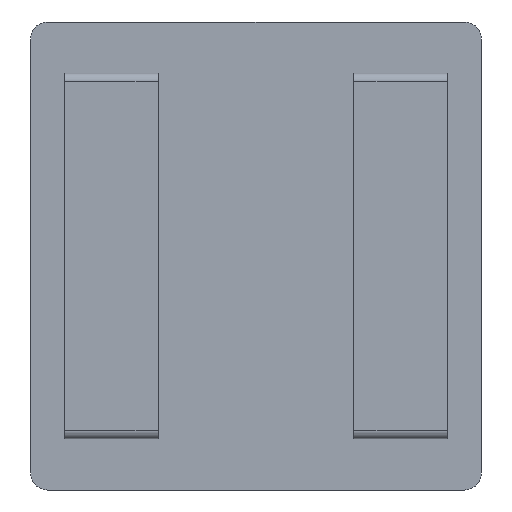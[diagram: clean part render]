
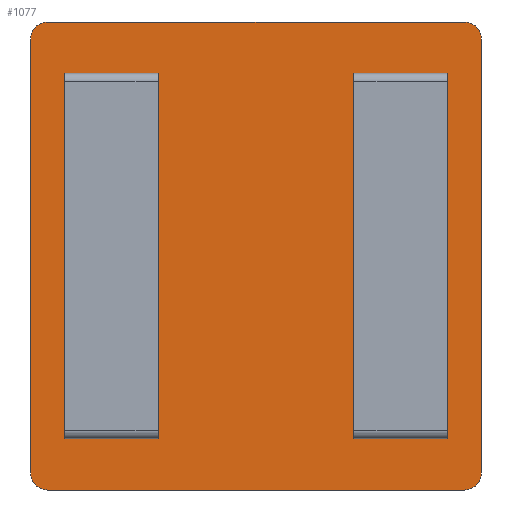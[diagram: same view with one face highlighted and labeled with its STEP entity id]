
A CAD part, front view. The second image highlights one B-rep face of the part: STEP entity #1077.
In plain terms, the highlighted planar face has unit normal (0, -1, 0).
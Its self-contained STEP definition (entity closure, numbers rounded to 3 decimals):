
#22 = VERTEX_POINT ( 'NONE', #2124 ) ;
#79 = CARTESIAN_POINT ( 'NONE',  ( 2.25, 0., -2.15 ) ) ;
#88 = VECTOR ( 'NONE', #1311, 1000. ) ;
#134 = EDGE_LOOP ( 'NONE', ( #2662, #3673, #521, #4199 ) ) ;
#190 = DIRECTION ( 'NONE',  ( 0., 0., -1. ) ) ;
#252 = VERTEX_POINT ( 'NONE', #1544 ) ;
#282 = EDGE_CURVE ( 'NONE', #22, #780, #337, .T. ) ;
#294 = CIRCLE ( 'NONE', #1777, 0.2 ) ;
#302 = EDGE_CURVE ( 'NONE', #3990, #1954, #2931, .T. ) ;
#337 = LINE ( 'NONE', #836, #1296 ) ;
#353 = VERTEX_POINT ( 'NONE', #1143 ) ;
#361 = DIRECTION ( 'NONE',  ( 0., -1., 0. ) ) ;
#370 = VECTOR ( 'NONE', #697, 1000. ) ;
#373 = FACE_BOUND ( 'NONE', #134, .T. ) ;
#387 = LINE ( 'NONE', #1982, #3112 ) ;
#392 = EDGE_CURVE ( 'NONE', #2128, #3055, #3548, .T. ) ;
#412 = DIRECTION ( 'NONE',  ( 0., 0., -1. ) ) ;
#434 = CIRCLE ( 'NONE', #678, 0.2 ) ;
#474 = CARTESIAN_POINT ( 'NONE',  ( 0., 0., 0. ) ) ;
#521 = ORIENTED_EDGE ( 'NONE', *, *, #302, .F. ) ;
#522 = CARTESIAN_POINT ( 'NONE',  ( 2.25, 0., -2.15 ) ) ;
#535 = VERTEX_POINT ( 'NONE', #1957 ) ;
#537 = CARTESIAN_POINT ( 'NONE',  ( -2.65, 0., 2.75 ) ) ;
#546 = CARTESIAN_POINT ( 'NONE',  ( -2.25, 0., 2.15 ) ) ;
#556 = DIRECTION ( 'NONE',  ( 0., 0., -1. ) ) ;
#559 = DIRECTION ( 'NONE',  ( 1., 0., 0. ) ) ;
#586 = ORIENTED_EDGE ( 'NONE', *, *, #2597, .T. ) ;
#624 = VECTOR ( 'NONE', #3778, 1000. ) ;
#678 = AXIS2_PLACEMENT_3D ( 'NONE', #1623, #918, #556 ) ;
#696 = CIRCLE ( 'NONE', #935, 0.2 ) ;
#697 = DIRECTION ( 'NONE',  ( -1., 0., 0. ) ) ;
#780 = VERTEX_POINT ( 'NONE', #4324 ) ;
#836 = CARTESIAN_POINT ( 'NONE',  ( -2.65, 0., -2.75 ) ) ;
#867 = EDGE_CURVE ( 'NONE', #4566, #2128, #3791, .T. ) ;
#869 = PLANE ( 'NONE',  #3591 ) ;
#888 = DIRECTION ( 'NONE',  ( 0., 0., 1. ) ) ;
#918 = DIRECTION ( 'NONE',  ( 0., -1., 0. ) ) ;
#934 = DIRECTION ( 'NONE',  ( 0., 0., -1. ) ) ;
#935 = AXIS2_PLACEMENT_3D ( 'NONE', #2958, #2928, #2630 ) ;
#985 = ORIENTED_EDGE ( 'NONE', *, *, #3346, .F. ) ;
#1053 = AXIS2_PLACEMENT_3D ( 'NONE', #4040, #1718, #934 ) ;
#1077 = ADVANCED_FACE ( 'NONE', ( #3103, #1344, #373 ), #869, .T. ) ;
#1130 = CARTESIAN_POINT ( 'NONE',  ( -2.25, 0., -2.15 ) ) ;
#1138 = VERTEX_POINT ( 'NONE', #2827 ) ;
#1143 = CARTESIAN_POINT ( 'NONE',  ( 2.25, 0., 2.15 ) ) ;
#1165 = CARTESIAN_POINT ( 'NONE',  ( -2.25, 0., -2.15 ) ) ;
#1180 = VECTOR ( 'NONE', #1256, 1000. ) ;
#1183 = ORIENTED_EDGE ( 'NONE', *, *, #1283, .T. ) ;
#1242 = CIRCLE ( 'NONE', #1053, 0.2 ) ;
#1256 = DIRECTION ( 'NONE',  ( -1., 0., 0. ) ) ;
#1283 = EDGE_CURVE ( 'NONE', #252, #4155, #434, .T. ) ;
#1286 = CARTESIAN_POINT ( 'NONE',  ( -2.65, 0., -2.75 ) ) ;
#1296 = VECTOR ( 'NONE', #4375, 1000. ) ;
#1303 = LINE ( 'NONE', #1286, #1180 ) ;
#1311 = DIRECTION ( 'NONE',  ( 0., 0., -1. ) ) ;
#1344 = FACE_BOUND ( 'NONE', #3013, .T. ) ;
#1362 = CARTESIAN_POINT ( 'NONE',  ( 1.15, 0., -2.15 ) ) ;
#1369 = EDGE_CURVE ( 'NONE', #252, #535, #2021, .T. ) ;
#1462 = EDGE_CURVE ( 'NONE', #3055, #3759, #1553, .T. ) ;
#1468 = VERTEX_POINT ( 'NONE', #3998 ) ;
#1484 = DIRECTION ( 'NONE',  ( 1., 0., 0. ) ) ;
#1530 = DIRECTION ( 'NONE',  ( 0., 0., -1. ) ) ;
#1544 = CARTESIAN_POINT ( 'NONE',  ( 2.65, 0., 2.55 ) ) ;
#1553 = LINE ( 'NONE', #4243, #624 ) ;
#1567 = EDGE_CURVE ( 'NONE', #353, #3990, #4056, .T. ) ;
#1623 = CARTESIAN_POINT ( 'NONE',  ( 2.45, 0., 2.55 ) ) ;
#1644 = ORIENTED_EDGE ( 'NONE', *, *, #1462, .F. ) ;
#1713 = EDGE_CURVE ( 'NONE', #1468, #4155, #3453, .T. ) ;
#1718 = DIRECTION ( 'NONE',  ( 0., -1., 0. ) ) ;
#1777 = AXIS2_PLACEMENT_3D ( 'NONE', #3437, #3066, #2564 ) ;
#1837 = EDGE_CURVE ( 'NONE', #1468, #780, #1242, .T. ) ;
#1910 = EDGE_CURVE ( 'NONE', #3340, #353, #1972, .T. ) ;
#1921 = ORIENTED_EDGE ( 'NONE', *, *, #282, .F. ) ;
#1954 = VERTEX_POINT ( 'NONE', #1362 ) ;
#1957 = CARTESIAN_POINT ( 'NONE',  ( 2.65, 0., -2.55 ) ) ;
#1972 = LINE ( 'NONE', #522, #3735 ) ;
#1982 = CARTESIAN_POINT ( 'NONE',  ( 1.15, 0., -2.15 ) ) ;
#2021 = LINE ( 'NONE', #3793, #88 ) ;
#2035 = VECTOR ( 'NONE', #190, 1000. ) ;
#2043 = ORIENTED_EDGE ( 'NONE', *, *, #1837, .T. ) ;
#2048 = CARTESIAN_POINT ( 'NONE',  ( -2.45, 0., -2.75 ) ) ;
#2081 = LINE ( 'NONE', #1165, #3951 ) ;
#2124 = CARTESIAN_POINT ( 'NONE',  ( -2.65, 0., -2.55 ) ) ;
#2128 = VERTEX_POINT ( 'NONE', #2361 ) ;
#2163 = CARTESIAN_POINT ( 'NONE',  ( 2.45, 0., 2.75 ) ) ;
#2209 = EDGE_CURVE ( 'NONE', #22, #3827, #294, .T. ) ;
#2361 = CARTESIAN_POINT ( 'NONE',  ( -1.15, 0., -2.15 ) ) ;
#2564 = DIRECTION ( 'NONE',  ( 0., 0., -1. ) ) ;
#2597 = EDGE_CURVE ( 'NONE', #1138, #535, #696, .T. ) ;
#2630 = DIRECTION ( 'NONE',  ( 0., 0., -1. ) ) ;
#2647 = CARTESIAN_POINT ( 'NONE',  ( -1.15, 0., 2.15 ) ) ;
#2662 = ORIENTED_EDGE ( 'NONE', *, *, #1910, .F. ) ;
#2669 = EDGE_CURVE ( 'NONE', #1138, #3827, #1303, .T. ) ;
#2714 = VECTOR ( 'NONE', #559, 1000. ) ;
#2818 = ORIENTED_EDGE ( 'NONE', *, *, #867, .F. ) ;
#2822 = CARTESIAN_POINT ( 'NONE',  ( -1.15, 0., -2.15 ) ) ;
#2827 = CARTESIAN_POINT ( 'NONE',  ( 2.45, 0., -2.75 ) ) ;
#2906 = EDGE_CURVE ( 'NONE', #1954, #3340, #387, .T. ) ;
#2921 = VECTOR ( 'NONE', #1484, 1000. ) ;
#2928 = DIRECTION ( 'NONE',  ( 0., -1., 0. ) ) ;
#2931 = LINE ( 'NONE', #3763, #2035 ) ;
#2958 = CARTESIAN_POINT ( 'NONE',  ( 2.45, 0., -2.55 ) ) ;
#3013 = EDGE_LOOP ( 'NONE', ( #2818, #985, #1644, #3511 ) ) ;
#3055 = VERTEX_POINT ( 'NONE', #2647 ) ;
#3066 = DIRECTION ( 'NONE',  ( 0., -1., 0. ) ) ;
#3103 = FACE_OUTER_BOUND ( 'NONE', #4356, .T. ) ;
#3112 = VECTOR ( 'NONE', #3733, 1000. ) ;
#3168 = ORIENTED_EDGE ( 'NONE', *, *, #2669, .F. ) ;
#3340 = VERTEX_POINT ( 'NONE', #79 ) ;
#3346 = EDGE_CURVE ( 'NONE', #3759, #4566, #2081, .T. ) ;
#3437 = CARTESIAN_POINT ( 'NONE',  ( -2.45, 0., -2.55 ) ) ;
#3453 = LINE ( 'NONE', #537, #2714 ) ;
#3511 = ORIENTED_EDGE ( 'NONE', *, *, #392, .F. ) ;
#3548 = LINE ( 'NONE', #4423, #4393 ) ;
#3591 = AXIS2_PLACEMENT_3D ( 'NONE', #474, #361, #412 ) ;
#3673 = ORIENTED_EDGE ( 'NONE', *, *, #2906, .F. ) ;
#3733 = DIRECTION ( 'NONE',  ( 1., 0., 0. ) ) ;
#3735 = VECTOR ( 'NONE', #4147, 1000. ) ;
#3759 = VERTEX_POINT ( 'NONE', #546 ) ;
#3763 = CARTESIAN_POINT ( 'NONE',  ( 1.15, 0., -2.15 ) ) ;
#3778 = DIRECTION ( 'NONE',  ( -1., 0., 0. ) ) ;
#3791 = LINE ( 'NONE', #2822, #2921 ) ;
#3793 = CARTESIAN_POINT ( 'NONE',  ( 2.65, 0., -2.75 ) ) ;
#3806 = ORIENTED_EDGE ( 'NONE', *, *, #2209, .T. ) ;
#3827 = VERTEX_POINT ( 'NONE', #2048 ) ;
#3913 = ORIENTED_EDGE ( 'NONE', *, *, #1713, .F. ) ;
#3951 = VECTOR ( 'NONE', #1530, 1000. ) ;
#3990 = VERTEX_POINT ( 'NONE', #4554 ) ;
#3998 = CARTESIAN_POINT ( 'NONE',  ( -2.45, 0., 2.75 ) ) ;
#4016 = ORIENTED_EDGE ( 'NONE', *, *, #1369, .F. ) ;
#4040 = CARTESIAN_POINT ( 'NONE',  ( -2.45, 0., 2.55 ) ) ;
#4056 = LINE ( 'NONE', #4462, #370 ) ;
#4147 = DIRECTION ( 'NONE',  ( 0., 0., 1. ) ) ;
#4155 = VERTEX_POINT ( 'NONE', #2163 ) ;
#4199 = ORIENTED_EDGE ( 'NONE', *, *, #1567, .F. ) ;
#4243 = CARTESIAN_POINT ( 'NONE',  ( -1.15, 0., 2.15 ) ) ;
#4324 = CARTESIAN_POINT ( 'NONE',  ( -2.65, 0., 2.55 ) ) ;
#4356 = EDGE_LOOP ( 'NONE', ( #3168, #586, #4016, #1183, #3913, #2043, #1921, #3806 ) ) ;
#4375 = DIRECTION ( 'NONE',  ( 0., 0., 1. ) ) ;
#4393 = VECTOR ( 'NONE', #888, 1000. ) ;
#4423 = CARTESIAN_POINT ( 'NONE',  ( -1.15, 0., -2.15 ) ) ;
#4462 = CARTESIAN_POINT ( 'NONE',  ( 1.15, 0., 2.15 ) ) ;
#4554 = CARTESIAN_POINT ( 'NONE',  ( 1.15, 0., 2.15 ) ) ;
#4566 = VERTEX_POINT ( 'NONE', #1130 ) ;
